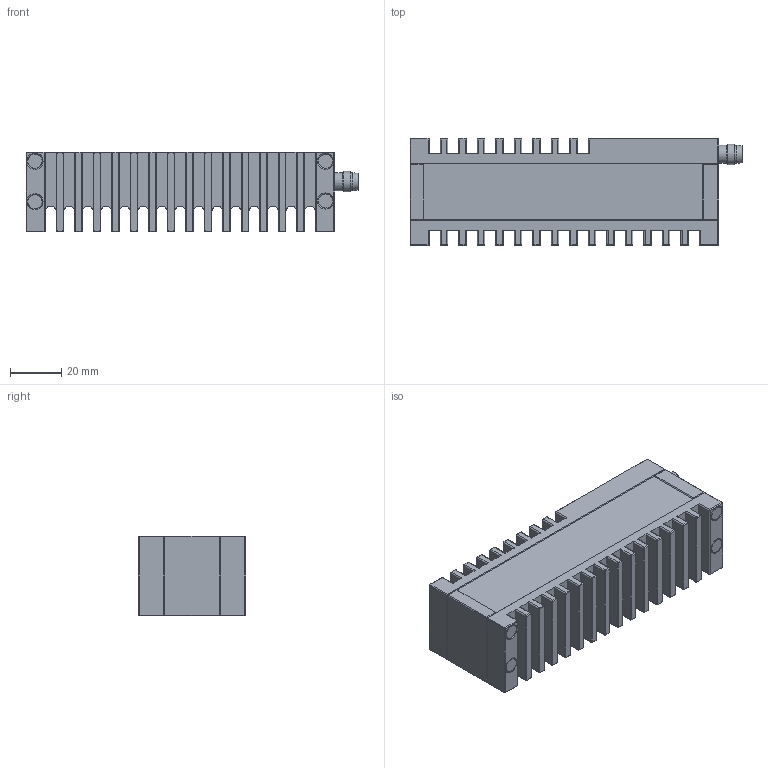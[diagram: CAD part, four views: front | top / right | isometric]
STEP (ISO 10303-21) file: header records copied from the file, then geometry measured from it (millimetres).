
FILE_DESCRIPTION(/* description */ ('Unknown'),/* implementation_level */ '2;1');
FILE_NAME(/* name */ 'LHi-110x22-customers',/* time_stamp */ '2024-06-17T10:25:25+02:00',/* author */ ('Unknown'),/* organization */ ('Smartview s. r. o.'),/* preprocessor_version */ 'ST-DEVELOPER v18.1',/* originating_system */ 'Solid Edge',/* authorisation */ 'Unknown');
FILE_SCHEMA (('AUTOMOTIVE_DESIGN {1 0 10303 214 3 1 1}'));
Length unit declared in the file: millimetre
Products named in the file (1): LHi-110x22-customers
Bounding box: 129.1 x 41.8 x 31 mm (x, y, z)
Volume: 115471.5 mm3; surface area: 36916.1 mm2
Topology: 1 solids, 1 shells, 1234 faces, 2815 edges, 1544 vertices
Faces by surface type: plane 716, cone 284, cylinder 229, bspline 4, torus 1
Full cylindrical faces by diameter (mm): 1 x3, 1.002 x1, 1.567 x1, 3 x3, 3.2 x1, 4 x4, 5.5 x9, 5.6 x1, 6.2 x1, 6.8 x1, 6.804 x1, 7 x1, 8 x1
Entity records: 41421 total; most frequent: DIRECTION 5851, CARTESIAN_POINT 5770, ORIENTED_EDGE 5328, EDGE_CURVE 2664, AXIS2_PLACEMENT_3D 1974, LINE 1903, VECTOR 1903, VERTEX_POINT 1506
